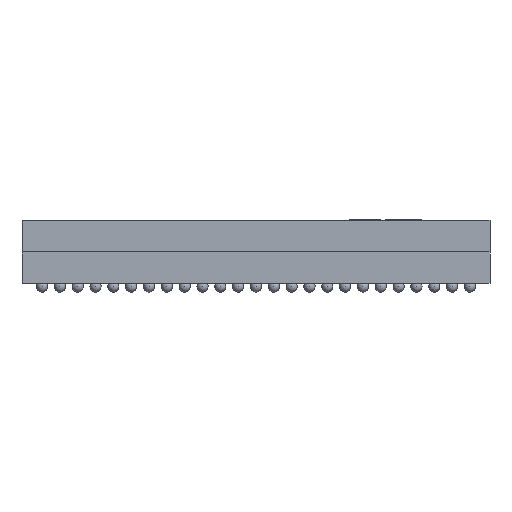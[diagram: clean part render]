
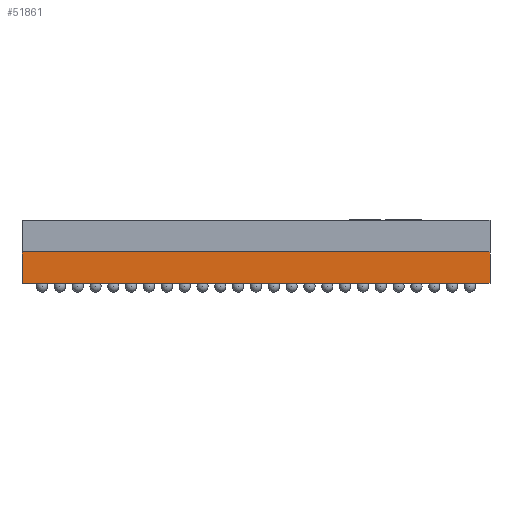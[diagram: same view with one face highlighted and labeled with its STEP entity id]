
A CAD part, front view. The second image highlights one B-rep face of the part: STEP entity #51861.
In plain terms, the highlighted planar face has unit normal (0, -1, 0).
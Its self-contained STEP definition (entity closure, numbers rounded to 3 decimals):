
#2503 = EDGE_CURVE ( 'NONE', #8536, #62122, #17169, .T. ) ;
#4424 = CARTESIAN_POINT ( 'NONE',  ( 10.5, -10.5, 1.8 ) ) ;
#5703 = CARTESIAN_POINT ( 'NONE',  ( -10.5, -10.5, 0.4 ) ) ;
#5798 = ORIENTED_EDGE ( 'NONE', *, *, #38228, .F. ) ;
#8536 = VERTEX_POINT ( 'NONE', #5703 ) ;
#9016 = DIRECTION ( 'NONE',  ( 0., 0., -1. ) ) ;
#9533 = LINE ( 'NONE', #4424, #55610 ) ;
#12631 = DIRECTION ( 'NONE',  ( 0., 1., 0. ) ) ;
#17169 = LINE ( 'NONE', #38060, #54911 ) ;
#17598 = CARTESIAN_POINT ( 'NONE',  ( 10.5, -10.5, 1.8 ) ) ;
#20440 = AXIS2_PLACEMENT_3D ( 'NONE', #33824, #12631, #43125 ) ;
#20693 = ORIENTED_EDGE ( 'NONE', *, *, #45485, .F. ) ;
#21608 = PLANE ( 'NONE',  #20440 ) ;
#22284 = EDGE_LOOP ( 'NONE', ( #32354, #5798, #20693, #52076 ) ) ;
#24750 = EDGE_CURVE ( 'NONE', #34506, #8536, #50124, .T. ) ;
#29768 = DIRECTION ( 'NONE',  ( 1., 0., 0. ) ) ;
#30415 = DIRECTION ( 'NONE',  ( 0., 0., -1. ) ) ;
#31824 = CARTESIAN_POINT ( 'NONE',  ( -10.5, -10.5, 1.8 ) ) ;
#32354 = ORIENTED_EDGE ( 'NONE', *, *, #2503, .T. ) ;
#33824 = CARTESIAN_POINT ( 'NONE',  ( -10.5, -10.5, 1.8 ) ) ;
#34506 = VERTEX_POINT ( 'NONE', #31824 ) ;
#36609 = LINE ( 'NONE', #61754, #63522 ) ;
#38060 = CARTESIAN_POINT ( 'NONE',  ( -10.5, -10.5, 0.4 ) ) ;
#38228 = EDGE_CURVE ( 'NONE', #54297, #62122, #9533, .T. ) ;
#43125 = DIRECTION ( 'NONE',  ( 0., 0., 1. ) ) ;
#43984 = CARTESIAN_POINT ( 'NONE',  ( 10.5, -10.5, 0.4 ) ) ;
#45485 = EDGE_CURVE ( 'NONE', #34506, #54297, #36609, .T. ) ;
#47604 = FACE_OUTER_BOUND ( 'NONE', #22284, .T. ) ;
#50124 = LINE ( 'NONE', #61197, #67891 ) ;
#51861 = ADVANCED_FACE ( 'NONE', ( #47604 ), #21608, .F. ) ;
#52076 = ORIENTED_EDGE ( 'NONE', *, *, #24750, .T. ) ;
#54297 = VERTEX_POINT ( 'NONE', #17598 ) ;
#54911 = VECTOR ( 'NONE', #58736, 1000. ) ;
#55610 = VECTOR ( 'NONE', #30415, 1000. ) ;
#58736 = DIRECTION ( 'NONE',  ( 1., 0., 0. ) ) ;
#61197 = CARTESIAN_POINT ( 'NONE',  ( -10.5, -10.5, 1.8 ) ) ;
#61754 = CARTESIAN_POINT ( 'NONE',  ( -10.5, -10.5, 1.8 ) ) ;
#62122 = VERTEX_POINT ( 'NONE', #43984 ) ;
#63522 = VECTOR ( 'NONE', #29768, 1000. ) ;
#67891 = VECTOR ( 'NONE', #9016, 1000. ) ;
